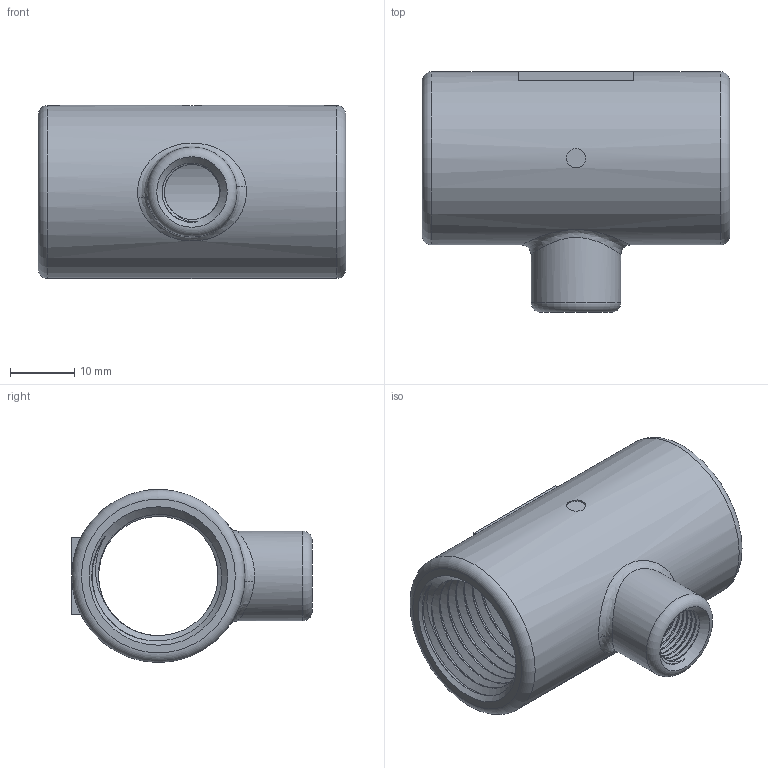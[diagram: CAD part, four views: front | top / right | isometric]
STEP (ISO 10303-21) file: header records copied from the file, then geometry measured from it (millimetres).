
FILE_DESCRIPTION(/* description */ ('Unknown'),/* implementation_level */ '2;1');
FILE_NAME(/* name */ 'dn15xdn6 -',/* time_stamp */ '2020-11-10T15:16:26+08:00',/* author */ ('Unknown'),/* organization */ ('Unknown'),/* preprocessor_version */ 'ST-DEVELOPER v16.7',/* originating_system */ 'DEX',/* authorisation */ $);
FILE_SCHEMA (('AUTOMOTIVE_DESIGN {1 0 10303 214 3 1 1}'));
Length unit declared in the file: millimetre
Products named in the file (1): dn15xdn6 -
Bounding box: 48 x 37.5 x 27 mm (x, y, z)
Volume: 13851.5 mm3; surface area: 9672.3 mm2
Topology: 1 solids, 1 shells, 69 faces, 256 edges, 190 vertices
Faces by surface type: cylinder 37, plane 15, bspline 11, cone 3, torus 3
Full cylindrical faces by diameter (mm): 3 x1, 8.6 x13, 14 x1, 18.6 x17, 27 x1
Entity records: 17718 total; most frequent: CARTESIAN_POINT 16411, ORIENTED_EDGE 418, EDGE_CURVE 209, VERTEX_POINT 187, DIRECTION 126, EDGE_LOOP 56, FACE_BOUND 56, AXIS2_PLACEMENT_3D 53
